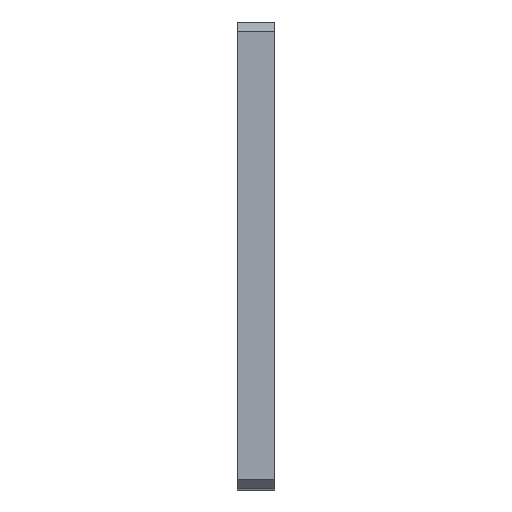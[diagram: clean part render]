
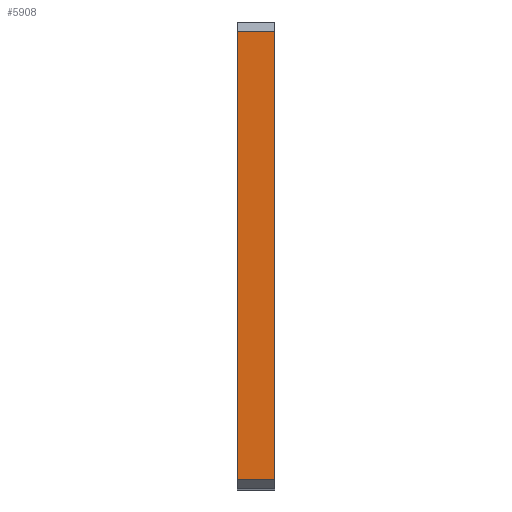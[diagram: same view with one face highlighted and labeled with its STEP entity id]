
A CAD part, top view. The second image highlights one B-rep face of the part: STEP entity #5908.
In plain terms, the highlighted planar face has unit normal (0, 0, 1).
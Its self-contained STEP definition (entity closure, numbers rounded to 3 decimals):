
#85=FACE_OUTER_BOUND('',#434,.T.);
#434=EDGE_LOOP('',(#3900,#3901,#3902,#3903));
#854=LINE('',#8159,#1685);
#855=LINE('',#8162,#1686);
#856=LINE('',#8164,#1687);
#857=LINE('',#8165,#1688);
#1685=VECTOR('',#6626,10.);
#1686=VECTOR('',#6629,10.);
#1687=VECTOR('',#6630,10.);
#1688=VECTOR('',#6631,10.);
#2513=VERTEX_POINT('',#8152);
#2516=VERTEX_POINT('',#8157);
#2517=VERTEX_POINT('',#8161);
#2518=VERTEX_POINT('',#8163);
#3068=EDGE_CURVE('',#2516,#2513,#854,.T.);
#3069=EDGE_CURVE('',#2516,#2517,#855,.T.);
#3070=EDGE_CURVE('',#2518,#2517,#856,.T.);
#3071=EDGE_CURVE('',#2513,#2518,#857,.T.);
#3900=ORIENTED_EDGE('',*,*,#3068,.F.);
#3901=ORIENTED_EDGE('',*,*,#3069,.T.);
#3902=ORIENTED_EDGE('',*,*,#3070,.F.);
#3903=ORIENTED_EDGE('',*,*,#3071,.F.);
#5559=PLANE('',#6271);
#5908=ADVANCED_FACE('',(#85),#5559,.T.);
#6271=AXIS2_PLACEMENT_3D('',#8160,#6627,#6628);
#6626=DIRECTION('',(1.,0.,0.));
#6627=DIRECTION('center_axis',(0.,0.,1.));
#6628=DIRECTION('ref_axis',(0.,-1.,0.));
#6629=DIRECTION('',(0.,-1.,0.));
#6630=DIRECTION('',(-1.,0.,0.));
#6631=DIRECTION('',(0.,-1.,0.));
#8152=CARTESIAN_POINT('',(8.,98.,150.));
#8157=CARTESIAN_POINT('',(0.,98.,150.));
#8159=CARTESIAN_POINT('',(0.,98.,150.));
#8160=CARTESIAN_POINT('Origin',(0.,100.,150.));
#8161=CARTESIAN_POINT('',(0.,2.,150.));
#8162=CARTESIAN_POINT('',(0.,100.,150.));
#8163=CARTESIAN_POINT('',(8.,2.,150.));
#8164=CARTESIAN_POINT('',(0.,2.,150.));
#8165=CARTESIAN_POINT('',(8.,100.,150.));
